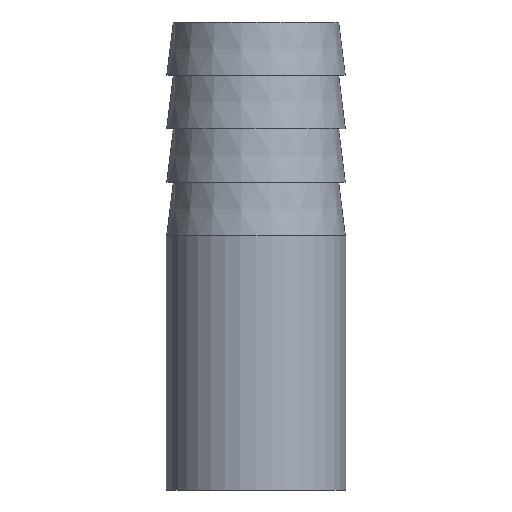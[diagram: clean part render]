
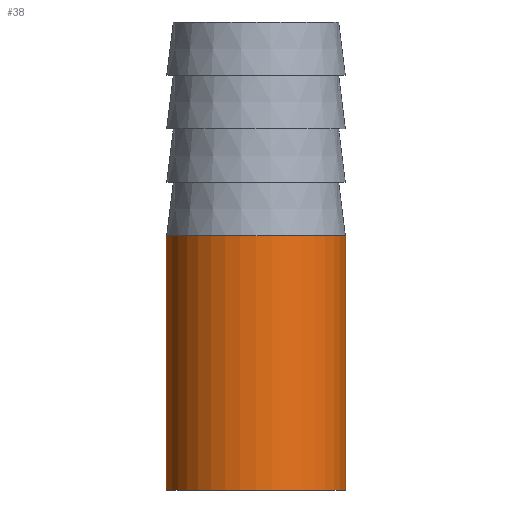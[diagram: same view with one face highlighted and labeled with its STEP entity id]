
A CAD part, front view. The second image highlights one B-rep face of the part: STEP entity #38.
In plain terms, the highlighted cylindrical face has radius 13.45 mm (diameter 26.9 mm), a partial arc.
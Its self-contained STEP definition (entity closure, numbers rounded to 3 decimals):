
#5 = VERTEX_POINT ( 'NONE', #256 ) ;
#12 = VERTEX_POINT ( 'NONE', #255 ) ;
#26 = VERTEX_POINT ( 'NONE', #292 ) ;
#31 = EDGE_CURVE ( 'NONE', #26, #12, #277, .T. ) ;
#32 = ORIENTED_EDGE ( 'NONE', *, *, #36, .T. ) ;
#33 = ORIENTED_EDGE ( 'NONE', *, *, #31, .F. ) ;
#36 = EDGE_CURVE ( 'NONE', #5, #12, #333, .T. ) ;
#37 = ORIENTED_EDGE ( 'NONE', *, *, #40, .T. ) ;
#38 = ADVANCED_FACE ( 'NONE', ( #329 ), #328, .T. ) ;
#39 = ORIENTED_EDGE ( 'NONE', *, *, #45, .F. ) ;
#40 = EDGE_CURVE ( 'NONE', #169, #5, #327, .T. ) ;
#45 = EDGE_CURVE ( 'NONE', #169, #26, #367, .T. ) ;
#46 = EDGE_LOOP ( 'NONE', ( #39, #37, #32, #33 ) ) ;
#169 = VERTEX_POINT ( 'NONE', #234 ) ;
#234 = CARTESIAN_POINT ( 'NONE',  ( -13.45, 0., -70. ) ) ;
#255 = CARTESIAN_POINT ( 'NONE',  ( 13.45, 0., -32. ) ) ;
#256 = CARTESIAN_POINT ( 'NONE',  ( 13.45, 0., -70. ) ) ;
#276 = AXIS2_PLACEMENT_3D ( 'NONE', #340, #339, #338 ) ;
#277 = CIRCLE ( 'NONE', #276, 13.45 ) ;
#292 = CARTESIAN_POINT ( 'NONE',  ( -13.45, 0., -32. ) ) ;
#319 = DIRECTION ( 'NONE',  ( 1., 0., 0. ) ) ;
#320 = DIRECTION ( 'NONE',  ( 0., 0., 1. ) ) ;
#321 = CARTESIAN_POINT ( 'NONE',  ( 0., 0., -70. ) ) ;
#322 = AXIS2_PLACEMENT_3D ( 'NONE', #321, #320, #319 ) ;
#323 = DIRECTION ( 'NONE',  ( 1., 0., 0. ) ) ;
#324 = DIRECTION ( 'NONE',  ( 0., 0., 1. ) ) ;
#325 = CARTESIAN_POINT ( 'NONE',  ( 0., 0., 0. ) ) ;
#326 = AXIS2_PLACEMENT_3D ( 'NONE', #325, #324, #323 ) ;
#327 = CIRCLE ( 'NONE', #322, 13.45 ) ;
#328 = CYLINDRICAL_SURFACE ( 'NONE', #326, 13.45 ) ;
#329 = FACE_OUTER_BOUND ( 'NONE', #46, .T. ) ;
#330 = DIRECTION ( 'NONE',  ( 0., 0., 1. ) ) ;
#331 = VECTOR ( 'NONE', #330, 1000. ) ;
#332 = CARTESIAN_POINT ( 'NONE',  ( 13.45, 0., 0. ) ) ;
#333 = LINE ( 'NONE', #332, #331 ) ;
#338 = DIRECTION ( 'NONE',  ( 1., 0., 0. ) ) ;
#339 = DIRECTION ( 'NONE',  ( 0., 0., 1. ) ) ;
#340 = CARTESIAN_POINT ( 'NONE',  ( 0., 0., -32. ) ) ;
#364 = DIRECTION ( 'NONE',  ( 0., 0., 1. ) ) ;
#365 = VECTOR ( 'NONE', #364, 1000. ) ;
#366 = CARTESIAN_POINT ( 'NONE',  ( -13.45, 0., 0. ) ) ;
#367 = LINE ( 'NONE', #366, #365 ) ;
